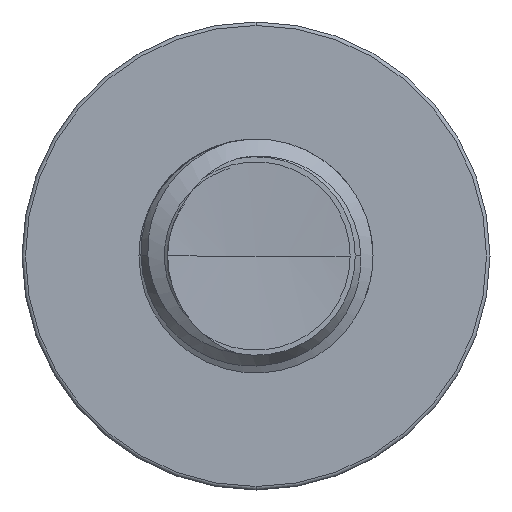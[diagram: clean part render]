
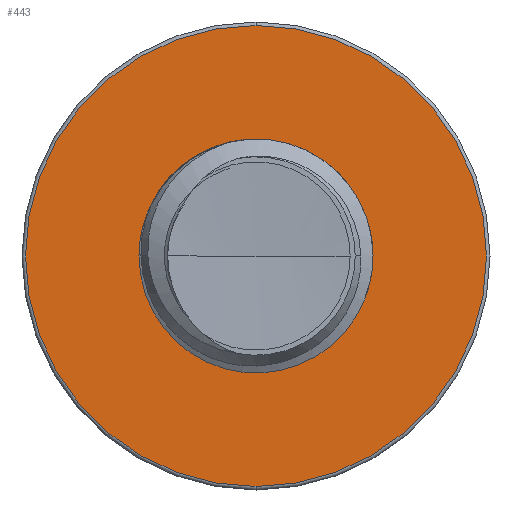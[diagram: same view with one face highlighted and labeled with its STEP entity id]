
A CAD part, front view. The second image highlights one B-rep face of the part: STEP entity #443.
In plain terms, the highlighted planar face has unit normal (0, -1, 0).
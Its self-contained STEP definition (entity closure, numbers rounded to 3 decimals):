
#1 = CARTESIAN_POINT ( 'NONE',  ( 0., 3., 0. ) ) ;
#121 = CARTESIAN_POINT ( 'NONE',  ( 0., 3., -1.97 ) ) ;
#443 = ADVANCED_FACE ( 'NONE', ( #13328, #4789 ), #4718, .T. ) ;
#453 = CARTESIAN_POINT ( 'NONE',  ( 0., 3., 0.969 ) ) ;
#753 = CIRCLE ( 'NONE', #7784, 1.97 ) ;
#931 = CIRCLE ( 'NONE', #7585, 1.97 ) ;
#1010 = EDGE_CURVE ( 'NONE', #12350, #4037, #7113, .T. ) ;
#1673 = ORIENTED_EDGE ( 'NONE', *, *, #1010, .F. ) ;
#2221 = DIRECTION ( 'NONE',  ( 0., 0., -1. ) ) ;
#2235 = DIRECTION ( 'NONE',  ( 0., -1., 0. ) ) ;
#2239 = CARTESIAN_POINT ( 'NONE',  ( 0., 3., 0. ) ) ;
#3564 = EDGE_CURVE ( 'NONE', #6602, #12844, #931, .T. ) ;
#4037 = VERTEX_POINT ( 'NONE', #453 ) ;
#4087 = ORIENTED_EDGE ( 'NONE', *, *, #4146, .F. ) ;
#4146 = EDGE_CURVE ( 'NONE', #4037, #12350, #11289, .T. ) ;
#4700 = DIRECTION ( 'NONE',  ( 0., 0., -1. ) ) ;
#4718 = PLANE ( 'NONE',  #6653 ) ;
#4732 = DIRECTION ( 'NONE',  ( 0., -1., 0. ) ) ;
#4789 = FACE_BOUND ( 'NONE', #6262, .T. ) ;
#5095 = CARTESIAN_POINT ( 'NONE',  ( 0., 3., 0.969 ) ) ;
#5137 = EDGE_CURVE ( 'NONE', #12844, #6602, #753, .T. ) ;
#5901 = AXIS2_PLACEMENT_3D ( 'NONE', #9729, #9713, #14247 ) ;
#6098 = ORIENTED_EDGE ( 'NONE', *, *, #5137, .T. ) ;
#6262 = EDGE_LOOP ( 'NONE', ( #1673, #4087 ) ) ;
#6299 = DIRECTION ( 'NONE',  ( 0., -1., 0. ) ) ;
#6602 = VERTEX_POINT ( 'NONE', #6981 ) ;
#6653 = AXIS2_PLACEMENT_3D ( 'NONE', #5095, #4732, #4700 ) ;
#6981 = CARTESIAN_POINT ( 'NONE',  ( 0., 3., 1.97 ) ) ;
#7113 = CIRCLE ( 'NONE', #5901, 0.969 ) ;
#7285 = ORIENTED_EDGE ( 'NONE', *, *, #3564, .T. ) ;
#7585 = AXIS2_PLACEMENT_3D ( 'NONE', #2239, #2235, #2221 ) ;
#7784 = AXIS2_PLACEMENT_3D ( 'NONE', #12939, #6299, #14002 ) ;
#9713 = DIRECTION ( 'NONE',  ( 0., -1., 0. ) ) ;
#9729 = CARTESIAN_POINT ( 'NONE',  ( 0., 3., 0. ) ) ;
#10328 = AXIS2_PLACEMENT_3D ( 'NONE', #1, #14304, #14337 ) ;
#11289 = CIRCLE ( 'NONE', #10328, 0.969 ) ;
#12350 = VERTEX_POINT ( 'NONE', #14477 ) ;
#12844 = VERTEX_POINT ( 'NONE', #121 ) ;
#12939 = CARTESIAN_POINT ( 'NONE',  ( 0., 3., 0. ) ) ;
#13328 = FACE_OUTER_BOUND ( 'NONE', #14211, .T. ) ;
#14002 = DIRECTION ( 'NONE',  ( 0., 0., -1. ) ) ;
#14211 = EDGE_LOOP ( 'NONE', ( #6098, #7285 ) ) ;
#14247 = DIRECTION ( 'NONE',  ( 0., 0., -1. ) ) ;
#14304 = DIRECTION ( 'NONE',  ( 0., -1., 0. ) ) ;
#14337 = DIRECTION ( 'NONE',  ( 0., 0., -1. ) ) ;
#14477 = CARTESIAN_POINT ( 'NONE',  ( 0., 3., -0.969 ) ) ;
